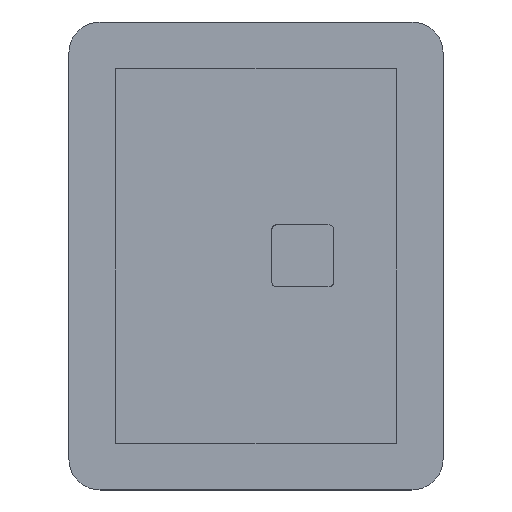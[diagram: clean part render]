
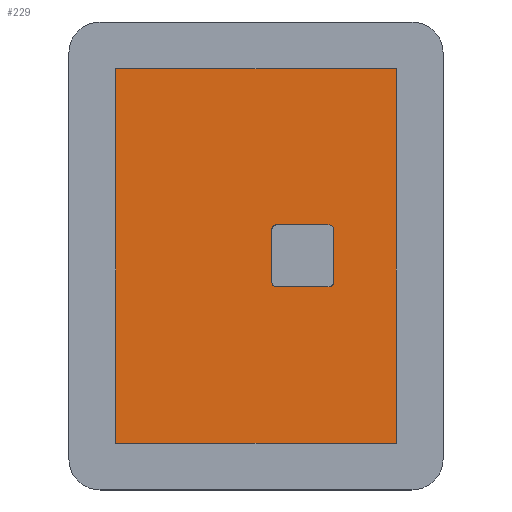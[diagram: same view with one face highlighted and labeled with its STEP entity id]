
A CAD part, top view. The second image highlights one B-rep face of the part: STEP entity #229.
In plain terms, the highlighted planar face has unit normal (0, 0, 1).
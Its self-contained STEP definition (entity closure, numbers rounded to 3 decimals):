
#229=ADVANCED_FACE('',(#285,#286),#287,.T.);
#285=FACE_BOUND('',#351,.T.);
#286=FACE_OUTER_BOUND('',#352,.T.);
#287=PLANE('',#353);
#351=EDGE_LOOP('',(#534,#535,#536,#537,#538,#539,#540,#541));
#352=EDGE_LOOP('',(#542,#543,#544,#545));
#353=AXIS2_PLACEMENT_3D('',#546,#547,#548);
#534=ORIENTED_EDGE('',*,*,#679,.F.);
#535=ORIENTED_EDGE('',*,*,#680,.F.);
#536=ORIENTED_EDGE('',*,*,#681,.F.);
#537=ORIENTED_EDGE('',*,*,#682,.F.);
#538=ORIENTED_EDGE('',*,*,#683,.F.);
#539=ORIENTED_EDGE('',*,*,#684,.F.);
#540=ORIENTED_EDGE('',*,*,#685,.F.);
#541=ORIENTED_EDGE('',*,*,#686,.F.);
#542=ORIENTED_EDGE('',*,*,#671,.T.);
#543=ORIENTED_EDGE('',*,*,#674,.T.);
#544=ORIENTED_EDGE('',*,*,#676,.T.);
#545=ORIENTED_EDGE('',*,*,#678,.T.);
#546=CARTESIAN_POINT('',(0.0,0.0,2.0));
#547=DIRECTION('',(0.0,0.0,1.0));
#548=DIRECTION('',(1.0,0.0,0.0));
#671=EDGE_CURVE('',#767,#768,#769,.T.);
#674=EDGE_CURVE('',#768,#772,#773,.T.);
#676=EDGE_CURVE('',#772,#775,#776,.T.);
#678=EDGE_CURVE('',#775,#767,#778,.T.);
#679=EDGE_CURVE('',#779,#780,#781,.T.);
#680=EDGE_CURVE('',#782,#779,#783,.T.);
#681=EDGE_CURVE('',#784,#782,#785,.T.);
#682=EDGE_CURVE('',#786,#784,#787,.T.);
#683=EDGE_CURVE('',#788,#786,#789,.T.);
#684=EDGE_CURVE('',#790,#788,#791,.T.);
#685=EDGE_CURVE('',#792,#790,#793,.T.);
#686=EDGE_CURVE('',#780,#792,#794,.T.);
#767=VERTEX_POINT('',#907);
#768=VERTEX_POINT('',#908);
#769=LINE('',#909,#910);
#772=VERTEX_POINT('',#915);
#773=LINE('',#916,#917);
#775=VERTEX_POINT('',#920);
#776=LINE('',#921,#922);
#778=LINE('',#925,#926);
#779=VERTEX_POINT('',#927);
#780=VERTEX_POINT('',#928);
#781=B_SPLINE_CURVE_WITH_KNOTS('',3,(#929,#930,#931,#932,#933),.UNSPECIFIED.,.F.,.F.,(4,1,4),(0.0,0.5,1.),.UNSPECIFIED.);
#782=VERTEX_POINT('',#934);
#783=LINE('',#935,#936);
#784=VERTEX_POINT('',#937);
#785=B_SPLINE_CURVE_WITH_KNOTS('',3,(#938,#939,#940,#941,#942),.UNSPECIFIED.,.F.,.F.,(4,1,4),(0.0,0.5,1.0),.UNSPECIFIED.);
#786=VERTEX_POINT('',#943);
#787=LINE('',#944,#945);
#788=VERTEX_POINT('',#946);
#789=B_SPLINE_CURVE_WITH_KNOTS('',3,(#947,#948,#949,#950,#951),.UNSPECIFIED.,.F.,.F.,(4,1,4),(0.0,0.5,1.0),.UNSPECIFIED.);
#790=VERTEX_POINT('',#952);
#791=LINE('',#953,#954);
#792=VERTEX_POINT('',#955);
#793=B_SPLINE_CURVE_WITH_KNOTS('',3,(#956,#957,#958,#959,#960,#961,#962,#963),.UNSPECIFIED.,.F.,.F.,(4,3,1,4),(0.0,0.,0.5,1.),.UNSPECIFIED.);
#794=LINE('',#964,#965);
#907=CARTESIAN_POINT('',(-9.0,12.0,2.0));
#908=CARTESIAN_POINT('',(-9.0,-12.0,2.0));
#909=CARTESIAN_POINT('',(-9.0,0.,2.0));
#910=VECTOR('',#1093,1.0);
#915=CARTESIAN_POINT('',(9.0,-12.0,2.0));
#916=CARTESIAN_POINT('',(0.0,-12.0,2.0));
#917=VECTOR('',#1096,1.0);
#920=CARTESIAN_POINT('',(9.0,12.0,2.0));
#921=CARTESIAN_POINT('',(9.0,0.,2.0));
#922=VECTOR('',#1098,1.0);
#925=CARTESIAN_POINT('',(0.,12.0,2.0));
#926=VECTOR('',#1100,1.0);
#927=CARTESIAN_POINT('',(4.68,-1.98,2.0));
#928=CARTESIAN_POINT('',(4.98,-1.68,2.0));
#929=CARTESIAN_POINT('',(4.68,-1.98,2.0));
#930=CARTESIAN_POINT('',(4.758,-1.98,2.0));
#931=CARTESIAN_POINT('',(4.915,-1.915,2.0));
#932=CARTESIAN_POINT('',(4.98,-1.758,2.0));
#933=CARTESIAN_POINT('',(4.98,-1.68,2.0));
#934=CARTESIAN_POINT('',(1.32,-1.98,2.0));
#935=CARTESIAN_POINT('',(4.61,-1.98,2.0));
#936=VECTOR('',#1101,1.0);
#937=CARTESIAN_POINT('',(1.02,-1.68,2.0));
#938=CARTESIAN_POINT('',(1.02,-1.68,2.0));
#939=CARTESIAN_POINT('',(1.02,-1.758,2.0));
#940=CARTESIAN_POINT('',(1.085,-1.915,2.0));
#941=CARTESIAN_POINT('',(1.242,-1.98,2.0));
#942=CARTESIAN_POINT('',(1.32,-1.98,2.0));
#943=CARTESIAN_POINT('',(1.02,1.68,2.0));
#944=CARTESIAN_POINT('',(1.02,-1.61,2.0));
#945=VECTOR('',#1102,1.0);
#946=CARTESIAN_POINT('',(1.32,1.98,2.0));
#947=CARTESIAN_POINT('',(1.32,1.98,2.0));
#948=CARTESIAN_POINT('',(1.242,1.98,2.0));
#949=CARTESIAN_POINT('',(1.085,1.915,2.0));
#950=CARTESIAN_POINT('',(1.02,1.758,2.0));
#951=CARTESIAN_POINT('',(1.02,1.68,2.0));
#952=CARTESIAN_POINT('',(4.68,1.98,2.0));
#953=CARTESIAN_POINT('',(1.39,1.98,2.0));
#954=VECTOR('',#1103,1.0);
#955=CARTESIAN_POINT('',(4.98,1.68,2.0));
#956=CARTESIAN_POINT('',(4.98,1.68,2.0));
#957=CARTESIAN_POINT('',(4.98,1.68,2.0));
#958=CARTESIAN_POINT('',(4.98,1.68,2.0));
#959=CARTESIAN_POINT('',(4.98,1.68,2.0));
#960=CARTESIAN_POINT('',(4.98,1.758,2.0));
#961=CARTESIAN_POINT('',(4.915,1.915,2.0));
#962=CARTESIAN_POINT('',(4.758,1.98,2.0));
#963=CARTESIAN_POINT('',(4.68,1.98,2.0));
#964=CARTESIAN_POINT('',(4.98,0.,2.0));
#965=VECTOR('',#1104,1.0);
#1093=DIRECTION('',(0.,-1.0,0.0));
#1096=DIRECTION('',(1.0,0.0,0.0));
#1098=DIRECTION('',(0.,1.0,0.0));
#1100=DIRECTION('',(-1.0,0.,0.0));
#1101=DIRECTION('',(1.0,0.,0.0));
#1102=DIRECTION('',(0.,-1.0,0.0));
#1103=DIRECTION('',(-1.0,0.,0.0));
#1104=DIRECTION('',(0.,1.0,0.0));
